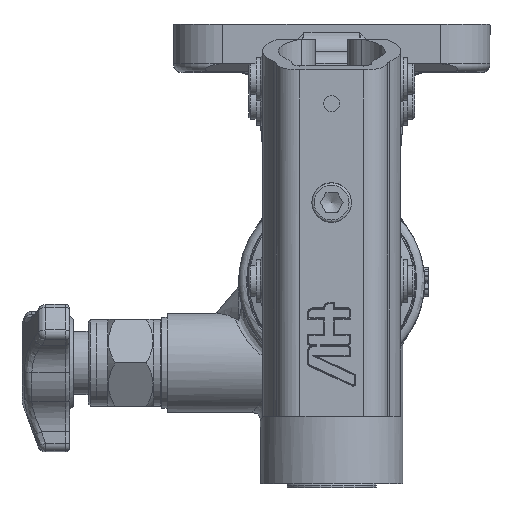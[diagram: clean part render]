
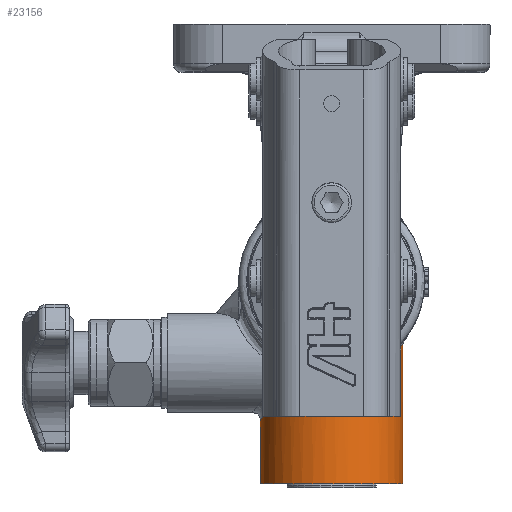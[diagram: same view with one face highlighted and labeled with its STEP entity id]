
A CAD part, top view. The second image highlights one B-rep face of the part: STEP entity #23156.
In plain terms, the highlighted cylindrical face has radius 18 mm (diameter 36 mm), a full revolution.
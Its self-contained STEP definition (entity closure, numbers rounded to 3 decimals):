
#23037=CARTESIAN_POINT('',(0.,-52.0,117.5));
#23038=DIRECTION('',(0.0,1.0,0.0));
#23039=DIRECTION('',(1.0,0.0,0.0));
#23040=AXIS2_PLACEMENT_3D('',#23037,#23038,#23039);
#23041=CYLINDRICAL_SURFACE('',#23040,18.0);
#23042=CARTESIAN_POINT('',(-18.,-51.,117.5));
#23043=VERTEX_POINT('',#23042);
#23044=CARTESIAN_POINT('',(0.,-51.,117.5));
#23045=DIRECTION('',(0.0,-1.0,0.0));
#23046=DIRECTION('',(1.0,0.0,0.0));
#23047=AXIS2_PLACEMENT_3D('',#23044,#23045,#23046);
#23048=CIRCLE('',#23047,18.0);
#23049=EDGE_CURVE('',#23043,#23043,#23048,.T.);
#23050=ORIENTED_EDGE('',*,*,#23049,.F.);
#23051=EDGE_LOOP('',(#23050));
#23052=FACE_OUTER_BOUND('',#23051,.T.);
#23053=CARTESIAN_POINT('',(-12.426,-21.439,130.523));
#23054=VERTEX_POINT('',#23053);
#23055=CARTESIAN_POINT('',(-6.839,-24.341,134.15));
#23056=VERTEX_POINT('',#23055);
#23057=CARTESIAN_POINT('',(-12.426,-21.439,130.523));
#23058=CARTESIAN_POINT('',(-10.851,-22.566,132.026));
#23059=CARTESIAN_POINT('',(-8.974,-23.601,133.273));
#23060=CARTESIAN_POINT('',(-6.839,-24.341,134.15));
#23061=B_SPLINE_CURVE_WITH_KNOTS('',3,(#23057,#23058,#23059,#23060),.UNSPECIFIED.,.F.,.U.,(4,4),(8.316,9.111),.UNSPECIFIED.);
#23062=EDGE_CURVE('',#23054,#23056,#23061,.T.);
#23063=ORIENTED_EDGE('',*,*,#23062,.F.);
#23064=CARTESIAN_POINT('',(-12.426,-21.439,104.477));
#23065=VERTEX_POINT('',#23064);
#23066=CARTESIAN_POINT('',(-12.426,-21.439,104.477));
#23067=CARTESIAN_POINT('',(-12.468,-22.128,104.518));
#23068=CARTESIAN_POINT('',(-12.559,-22.811,104.603));
#23069=CARTESIAN_POINT('',(-12.685,-23.468,104.728));
#23070=CARTESIAN_POINT('',(-12.956,-24.883,104.996));
#23071=CARTESIAN_POINT('',(-13.396,-26.227,105.453));
#23072=CARTESIAN_POINT('',(-13.885,-27.439,106.046));
#23073=CARTESIAN_POINT('',(-13.968,-27.644,106.146));
#23074=CARTESIAN_POINT('',(-14.052,-27.845,106.25));
#23075=CARTESIAN_POINT('',(-14.137,-28.042,106.358));
#23076=CARTESIAN_POINT('',(-14.789,-29.557,107.186));
#23077=CARTESIAN_POINT('',(-15.518,-30.899,108.264));
#23078=CARTESIAN_POINT('',(-16.146,-31.986,109.54));
#23079=CARTESIAN_POINT('',(-16.181,-32.045,109.609));
#23080=CARTESIAN_POINT('',(-16.214,-32.103,109.679));
#23081=CARTESIAN_POINT('',(-16.248,-32.161,109.75));
#23082=CARTESIAN_POINT('',(-16.912,-33.301,111.147));
#23083=CARTESIAN_POINT('',(-17.471,-34.18,112.8));
#23084=CARTESIAN_POINT('',(-17.764,-34.636,114.599));
#23085=CARTESIAN_POINT('',(-17.918,-34.874,115.542));
#23086=CARTESIAN_POINT('',(-17.998,-34.997,116.527));
#23087=CARTESIAN_POINT('',(-17.999,-34.998,117.5));
#23088=CARTESIAN_POINT('',(-18.,-34.999,117.826));
#23089=CARTESIAN_POINT('',(-17.992,-34.985,118.153));
#23090=CARTESIAN_POINT('',(-17.974,-34.959,118.479));
#23091=CARTESIAN_POINT('',(-17.944,-34.912,119.047));
#23092=CARTESIAN_POINT('',(-17.886,-34.822,119.612));
#23093=CARTESIAN_POINT('',(-17.803,-34.695,120.162));
#23094=CARTESIAN_POINT('',(-17.791,-34.676,120.241));
#23095=CARTESIAN_POINT('',(-17.779,-34.657,120.32));
#23096=CARTESIAN_POINT('',(-17.766,-34.637,120.399));
#23097=CARTESIAN_POINT('',(-17.531,-34.274,121.829));
#23098=CARTESIAN_POINT('',(-17.121,-33.634,123.192));
#23099=CARTESIAN_POINT('',(-16.631,-32.815,124.383));
#23100=CARTESIAN_POINT('',(-16.478,-32.559,124.754));
#23101=CARTESIAN_POINT('',(-16.316,-32.284,125.113));
#23102=CARTESIAN_POINT('',(-16.146,-31.99,125.457));
#23103=CARTESIAN_POINT('',(-15.6,-31.043,126.569));
#23104=CARTESIAN_POINT('',(-14.98,-29.907,127.524));
#23105=CARTESIAN_POINT('',(-14.402,-28.642,128.295));
#23106=CARTESIAN_POINT('',(-14.225,-28.256,128.53));
#23107=CARTESIAN_POINT('',(-14.052,-27.855,128.75));
#23108=CARTESIAN_POINT('',(-13.883,-27.44,128.954));
#23109=CARTESIAN_POINT('',(-13.525,-26.554,129.389));
#23110=CARTESIAN_POINT('',(-13.193,-25.604,129.75));
#23111=CARTESIAN_POINT('',(-12.937,-24.606,130.016));
#23112=CARTESIAN_POINT('',(-12.679,-23.603,130.282));
#23113=CARTESIAN_POINT('',(-12.493,-22.525,130.459));
#23114=CARTESIAN_POINT('',(-12.426,-21.439,130.523));
#23115=B_SPLINE_CURVE_WITH_KNOTS('',3,(#23066,#23067,#23068,#23069,#23070,#23071,#23072,#23073,#23074,#23075,#23076,#23077,#23078,#23079,#23080,#23081,#23082,#23083,#23084,#23085,#23086,#23087,#23088,#23089,#23090,#23091,#23092,#23093,#23094,#23095,#23096,#23097,#23098,#23099,#23100,#23101,#23102,#23103,#23104,#23105,#23106,#23107,#23108,#23109,#23110,#23111,#23112,#23113,#23114),.UNSPECIFIED.,.F.,.U.,(4,3,3,3,3,3,3,3,3,3,3,3,3,3,3,3,4),(-11.735,-11.529,-11.086,-11.011,-10.437,-10.405,-9.787,-9.462,-9.354,-9.164,-9.137,-8.642,-8.488,-7.991,-7.839,-7.515,-7.19),.UNSPECIFIED.);
#23116=EDGE_CURVE('',#23065,#23054,#23115,.T.);
#23117=ORIENTED_EDGE('',*,*,#23116,.F.);
#23118=CARTESIAN_POINT('',(6.839,-24.341,134.15));
#23119=VERTEX_POINT('',#23118);
#23120=CARTESIAN_POINT('',(6.839,-24.341,134.15));
#23121=CARTESIAN_POINT('',(8.967,-23.603,133.276));
#23122=CARTESIAN_POINT('',(11.46,-22.228,131.619));
#23123=CARTESIAN_POINT('',(14.392,-19.937,128.475));
#23124=CARTESIAN_POINT('',(15.966,-18.365,126.035));
#23125=CARTESIAN_POINT('',(16.877,-17.285,123.816));
#23126=CARTESIAN_POINT('',(17.337,-16.711,122.386));
#23127=CARTESIAN_POINT('',(17.781,-16.13,120.64));
#23128=CARTESIAN_POINT('',(18.09,-15.691,117.956));
#23129=CARTESIAN_POINT('',(17.882,-15.989,114.752));
#23130=CARTESIAN_POINT('',(17.213,-16.888,112.02));
#23131=CARTESIAN_POINT('',(16.468,-17.771,110.18));
#23132=CARTESIAN_POINT('',(15.154,-19.209,107.567));
#23133=CARTESIAN_POINT('',(12.985,-21.217,104.699));
#23134=CARTESIAN_POINT('',(9.948,-23.051,102.399));
#23135=CARTESIAN_POINT('',(7.293,-24.22,100.989));
#23136=CARTESIAN_POINT('',(4.398,-25.167,99.879));
#23137=CARTESIAN_POINT('',(0.015,-25.689,99.285));
#23138=CARTESIAN_POINT('',(-3.964,-25.22,99.819));
#23139=CARTESIAN_POINT('',(-8.366,-23.935,101.323));
#23140=CARTESIAN_POINT('',(-10.863,-22.557,102.986));
#23141=CARTESIAN_POINT('',(-12.426,-21.439,104.477));
#23142=B_SPLINE_CURVE_WITH_KNOTS('',3,(#23120,#23121,#23122,#23123,#23124,#23125,#23126,#23127,#23128,#23129,#23130,#23131,#23132,#23133,#23134,#23135,#23136,#23137,#23138,#23139,#23140,#23141),.UNSPECIFIED.,.F.,.U.,(4,1,1,1,1,1,1,1,1,1,1,1,1,1,1,1,1,1,1,4),(10.682,11.475,11.739,12.267,12.531,12.597,12.795,13.147,13.499,13.851,14.116,14.204,14.908,15.436,15.568,15.964,16.492,17.02,17.285,18.077),.UNSPECIFIED.);
#23143=EDGE_CURVE('',#23119,#23065,#23142,.T.);
#23144=ORIENTED_EDGE('',*,*,#23143,.F.);
#23145=CARTESIAN_POINT('',(-6.839,-24.341,134.15));
#23146=CARTESIAN_POINT('',(-5.643,-24.756,134.642));
#23147=CARTESIAN_POINT('',(-3.028,-25.182,135.393));
#23148=CARTESIAN_POINT('',(1.695,-25.263,135.661));
#23149=CARTESIAN_POINT('',(5.044,-24.964,134.887));
#23150=CARTESIAN_POINT('',(6.839,-24.341,134.15));
#23151=B_SPLINE_CURVE_WITH_KNOTS('',3,(#23145,#23146,#23147,#23148,#23149,#23150),.UNSPECIFIED.,.F.,.U.,(4,1,1,4),(-1.571,-1.122,-0.673,0.),.UNSPECIFIED.);
#23152=EDGE_CURVE('',#23056,#23119,#23151,.T.);
#23153=ORIENTED_EDGE('',*,*,#23152,.F.);
#23154=EDGE_LOOP('',(#23063,#23117,#23144,#23153));
#23155=FACE_BOUND('',#23154,.T.);
#23156=ADVANCED_FACE('',(#23052,#23155),#23041,.T.);
